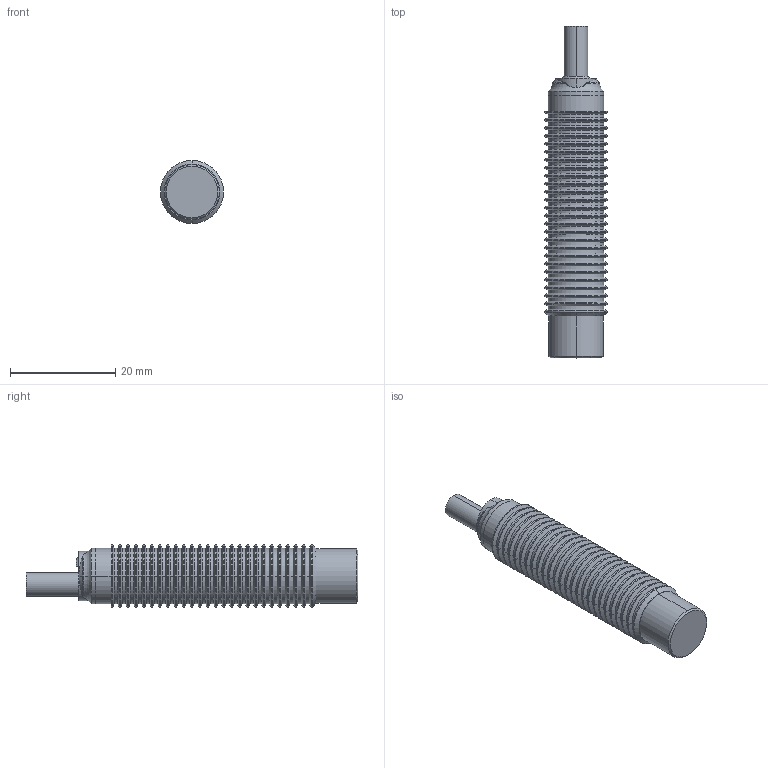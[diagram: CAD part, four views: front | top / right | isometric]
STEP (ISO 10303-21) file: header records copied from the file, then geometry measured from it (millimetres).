
FILE_DESCRIPTION(('STEP AP214'),'1');
FILE_NAME('cctmp_EF66B002-DC5D-45ED-98FA-8B424C8FF937_2022_07_22_09_41_45_0179..stp','2022-07-22T07:41:45',('Pepperl+Fuchs GmbH'),('CADClick - www.CADClick.com'),'Spatial InterOp 3D',' ','unknown authorization');
FILE_SCHEMA(('AUTOMOTIVE_DESIGN'));
Length unit declared in the file: millimetre
Products named in the file (6): cc_unnamed; NXN8-12GM50-E2_4; NXN8-12GM50-E2_3; NXN8-12GM50-E2_2; NXN8-12GM50-E2_1; NXN8-12GM50-E2
Assembly tree (5 placements, depth 2):
  cc_unnamed
    NXN8-12GM50-E2_4
    NXN8-12GM50-E2_3
    NXN8-12GM50-E2_2
    NXN8-12GM50-E2_1
    NXN8-12GM50-E2
Bounding box: 12 x 63.2 x 12 mm (x, y, z)
Volume: 5084.5 mm3; surface area: 4196.8 mm2
Topology: 5 solids, 5 shells, 262 faces, 528 edges, 280 vertices
Faces by surface type: cylinder 119, cone 117, plane 18, torus 6, bspline 2
Entity records: 9219 total; most frequent: CARTESIAN_POINT 1430, DIRECTION 1310, ORIENTED_EDGE 1052, AXIS2_PLACEMENT_3D 536, EDGE_CURVE 526, VERTEX_POINT 280, EDGE_LOOP 268, CIRCLE 268
